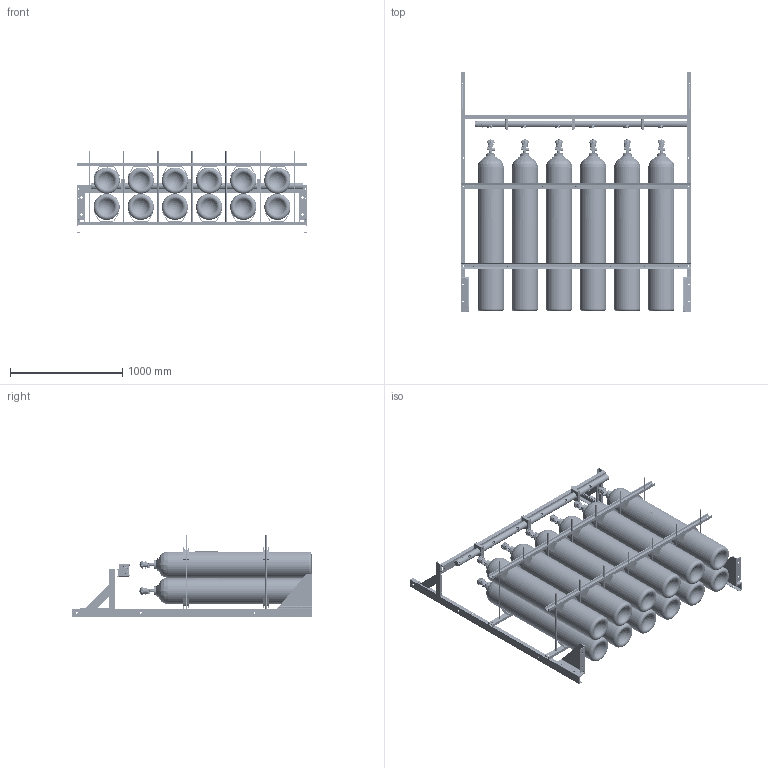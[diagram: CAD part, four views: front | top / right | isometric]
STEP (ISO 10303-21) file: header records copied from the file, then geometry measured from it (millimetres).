
FILE_DESCRIPTION (( 'STEP AP214' ), '1' );
FILE_NAME ('Cylinder Storage Rack, 49L, Structural, Red Painted (12 pack 6x2 ) Twelve Cylinders.STEP', '2020-04-30T15:57:15', ( '' ), ( '' ), 'SwSTEP 2.0', 'SolidWorks 2019', '' );
FILE_SCHEMA (( 'AUTOMOTIVE_DESIGN' ));
Length unit declared in the file: inch
Products named in the file (46): Tank_49L.stp; V_MULLER_470B0020.stp; 470B0020_HEX NUT.stp; P-000-950-085.stp; P-000-950-110(-04).stp; 8BC300-25E_CYLINDER.stp; Cylinder Storage Rack, 49L, Structural, Red Painted (12 pack 6x2 ) Twelve Cylinders.stp; P-000-950-086.stp; P-000-950-057.stp; CLAMP_MCMASTER-CARR_3015T315.stp; PLUG_HEX HD_0.250 NPT M_CL 3000_ALY STL_GALV.stp; PLUG_HEX HD_1.500 NPT M_CL 3000_ALY STL_GALV.stp; P-000-950-058.stp; Cylinder Storage Rack, 49L, Structural, Red Painted (12 pack 6x2 ) Twelve Cylinders; 470B0020_HOUSING.stp; P-000-950-083.stp; P-000-950-088.stp; 470B0020_PLATE.stp; P-000-950-082.stp; 470B0020_HANDLE.stp; P-000-950-081.stp; P-000-950-111 (-04).stp; Z-000-950-115_AS-01.stp; P-000-950-087.stp
Assembly tree (133 placements, depth 5):
  Cylinder Storage Rack, 49L, Structural, Red Painted (12 pack 6x2 ) Twelve Cylinders
    Cylinder Storage Rack, 49L, Structural, Red Painted (12 pack 6x2 ) Twelve Cylinders.stp
      P-000-950-086.stp
        CLAMP_MCMASTER-CARR_3015T315.stp  x3
        P-000-950-082.stp
      Tank_49L.stp
        V_MULLER_470B0020.stp
          470B0020_HOUSING.stp
          470B0020_PLATE.stp
          470B0020_HANDLE.stp
          470B0020_HEX NUT.stp
        8BC300-25E_CYLINDER.stp
        Z-000-950-115_AS-01.stp
      Tank_49L.stp
        V_MULLER_470B0020.stp
          470B0020_HOUSING.stp
          470B0020_PLATE.stp
          470B0020_HANDLE.stp
          470B0020_HEX NUT.stp
        8BC300-25E_CYLINDER.stp
        Z-000-950-115_AS-01.stp
      Tank_49L.stp
        V_MULLER_470B0020.stp
          470B0020_HOUSING.stp
          470B0020_PLATE.stp
          470B0020_HANDLE.stp
          470B0020_HEX NUT.stp
        8BC300-25E_CYLINDER.stp
        Z-000-950-115_AS-01.stp
      Tank_49L.stp
        V_MULLER_470B0020.stp
          470B0020_HOUSING.stp
          470B0020_PLATE.stp
          470B0020_HANDLE.stp
          470B0020_HEX NUT.stp
        8BC300-25E_CYLINDER.stp
        Z-000-950-115_AS-01.stp
      Tank_49L.stp
        V_MULLER_470B0020.stp
          470B0020_HOUSING.stp
          470B0020_PLATE.stp
          470B0020_HANDLE.stp
          470B0020_HEX NUT.stp
        8BC300-25E_CYLINDER.stp
        Z-000-950-115_AS-01.stp
      Tank_49L.stp
        V_MULLER_470B0020.stp
          470B0020_HOUSING.stp
          470B0020_PLATE.stp
          470B0020_HANDLE.stp
          470B0020_HEX NUT.stp
        8BC300-25E_CYLINDER.stp
        Z-000-950-115_AS-01.stp
      Tank_49L.stp
        V_MULLER_470B0020.stp
          470B0020_HOUSING.stp
          470B0020_PLATE.stp
          470B0020_HANDLE.stp
          470B0020_HEX NUT.stp
        8BC300-25E_CYLINDER.stp
Bounding box: 2057.65 x 2133.6 x 733.42 mm (x, y, z)
Volume: 106757094.3 mm3; surface area: 32968415.2 mm2
Topology: 187 solids, 187 shells, 6993 faces, 17192 edges, 10786 vertices
Faces by surface type: plane 2503, cylinder 1770, cone 1172, bspline 1032, torus 444, sphere 72
Entity records: 59439 total; most frequent: CARTESIAN_POINT 30122, DIRECTION 5708, ORIENTED_EDGE 5682, EDGE_CURVE 2841, AXIS2_PLACEMENT_3D 2224, VERTEX_POINT 1817, EDGE_LOOP 1338, VECTOR 1260
